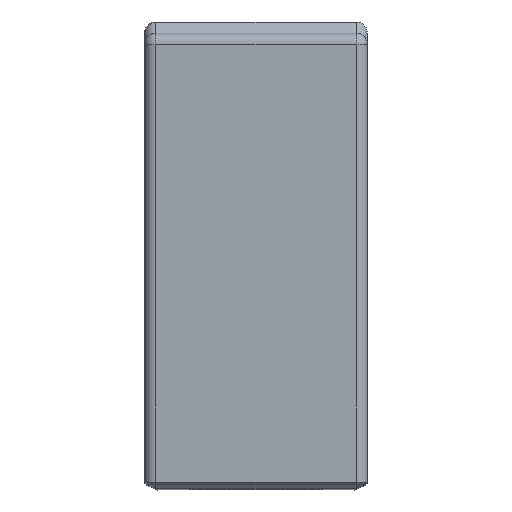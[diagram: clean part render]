
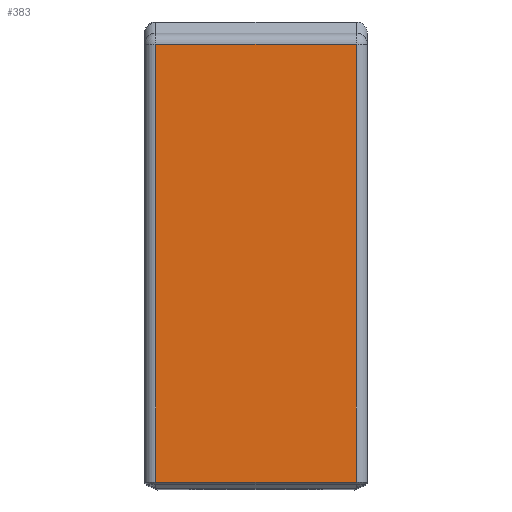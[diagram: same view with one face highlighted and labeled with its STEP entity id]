
A CAD part, top view. The second image highlights one B-rep face of the part: STEP entity #383.
In plain terms, the highlighted planar face has unit normal (0, 0, 1).
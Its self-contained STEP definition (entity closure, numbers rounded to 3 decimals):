
#22 = VERTEX_POINT('',#23);
#23 = CARTESIAN_POINT('',(259.,330.857,435.));
#32 = PLANE('',#33);
#33 = AXIS2_PLACEMENT_3D('',#34,#35,#36);
#34 = CARTESIAN_POINT('',(259.,330.557,434.7));
#35 = DIRECTION('',(0.,-0.707,0.707));
#36 = DIRECTION('',(-1.,0.,0.));
#56 = EDGE_CURVE('',#22,#57,#59,.T.);
#57 = VERTEX_POINT('',#58);
#58 = CARTESIAN_POINT('',(241.,330.857,435.));
#59 = SURFACE_CURVE('',#60,(#64,#71),.PCURVE_S1.);
#60 = LINE('',#61,#62);
#61 = CARTESIAN_POINT('',(259.,330.857,435.));
#62 = VECTOR('',#63,1.);
#63 = DIRECTION('',(-1.,0.,0.));
#64 = PCURVE('',#32,#65);
#65 = DEFINITIONAL_REPRESENTATION('',(#66),#70);
#66 = LINE('',#67,#68);
#67 = CARTESIAN_POINT('',(0.,-0.424));
#68 = VECTOR('',#69,1.);
#69 = DIRECTION('',(1.,0.));
#70 = ( GEOMETRIC_REPRESENTATION_CONTEXT(2) 
PARAMETRIC_REPRESENTATION_CONTEXT() REPRESENTATION_CONTEXT('2D SPACE',''
  ) );
#71 = PCURVE('',#72,#77);
#72 = PLANE('',#73);
#73 = AXIS2_PLACEMENT_3D('',#74,#75,#76);
#74 = CARTESIAN_POINT('',(260.,371.157,435.));
#75 = DIRECTION('',(0.,0.,1.));
#76 = DIRECTION('',(0.,-1.,0.));
#77 = DEFINITIONAL_REPRESENTATION('',(#78),#82);
#78 = LINE('',#79,#80);
#79 = CARTESIAN_POINT('',(40.3,-1.));
#80 = VECTOR('',#81,1.);
#81 = DIRECTION('',(0.,-1.));
#82 = ( GEOMETRIC_REPRESENTATION_CONTEXT(2) 
PARAMETRIC_REPRESENTATION_CONTEXT() REPRESENTATION_CONTEXT('2D SPACE',''
  ) );
#186 = CYLINDRICAL_SURFACE('',#187,1.);
#187 = AXIS2_PLACEMENT_3D('',#188,#189,#190);
#188 = CARTESIAN_POINT('',(259.,371.157,434.));
#189 = DIRECTION('',(0.,-1.,0.));
#190 = DIRECTION('',(0.,0.,1.));
#383 = ADVANCED_FACE('',(#384),#72,.T.);
#384 = FACE_BOUND('',#385,.T.);
#385 = EDGE_LOOP('',(#386,#409,#437,#463));
#386 = ORIENTED_EDGE('',*,*,#387,.F.);
#387 = EDGE_CURVE('',#388,#22,#390,.T.);
#388 = VERTEX_POINT('',#389);
#389 = CARTESIAN_POINT('',(259.,370.157,435.));
#390 = SURFACE_CURVE('',#391,(#395,#402),.PCURVE_S1.);
#391 = LINE('',#392,#393);
#392 = CARTESIAN_POINT('',(259.,371.157,435.));
#393 = VECTOR('',#394,1.);
#394 = DIRECTION('',(0.,-1.,0.));
#395 = PCURVE('',#72,#396);
#396 = DEFINITIONAL_REPRESENTATION('',(#397),#401);
#397 = LINE('',#398,#399);
#398 = CARTESIAN_POINT('',(0.,-1.));
#399 = VECTOR('',#400,1.);
#400 = DIRECTION('',(1.,0.));
#401 = ( GEOMETRIC_REPRESENTATION_CONTEXT(2) 
PARAMETRIC_REPRESENTATION_CONTEXT() REPRESENTATION_CONTEXT('2D SPACE',''
  ) );
#402 = PCURVE('',#186,#403);
#403 = DEFINITIONAL_REPRESENTATION('',(#404),#408);
#404 = LINE('',#405,#406);
#405 = CARTESIAN_POINT('',(-0.,0.));
#406 = VECTOR('',#407,1.);
#407 = DIRECTION('',(-0.,1.));
#408 = ( GEOMETRIC_REPRESENTATION_CONTEXT(2) 
PARAMETRIC_REPRESENTATION_CONTEXT() REPRESENTATION_CONTEXT('2D SPACE',''
  ) );
#409 = ORIENTED_EDGE('',*,*,#410,.T.);
#410 = EDGE_CURVE('',#388,#411,#413,.T.);
#411 = VERTEX_POINT('',#412);
#412 = CARTESIAN_POINT('',(241.,370.157,435.));
#413 = SURFACE_CURVE('',#414,(#418,#425),.PCURVE_S1.);
#414 = LINE('',#415,#416);
#415 = CARTESIAN_POINT('',(260.,370.157,435.));
#416 = VECTOR('',#417,1.);
#417 = DIRECTION('',(-1.,0.,0.));
#418 = PCURVE('',#72,#419);
#419 = DEFINITIONAL_REPRESENTATION('',(#420),#424);
#420 = LINE('',#421,#422);
#421 = CARTESIAN_POINT('',(1.,0.));
#422 = VECTOR('',#423,1.);
#423 = DIRECTION('',(0.,-1.));
#424 = ( GEOMETRIC_REPRESENTATION_CONTEXT(2) 
PARAMETRIC_REPRESENTATION_CONTEXT() REPRESENTATION_CONTEXT('2D SPACE',''
  ) );
#425 = PCURVE('',#426,#431);
#426 = CYLINDRICAL_SURFACE('',#427,1.);
#427 = AXIS2_PLACEMENT_3D('',#428,#429,#430);
#428 = CARTESIAN_POINT('',(260.,370.157,434.));
#429 = DIRECTION('',(-1.,0.,0.));
#430 = DIRECTION('',(0.,0.,1.));
#431 = DEFINITIONAL_REPRESENTATION('',(#432),#436);
#432 = LINE('',#433,#434);
#433 = CARTESIAN_POINT('',(0.,0.));
#434 = VECTOR('',#435,1.);
#435 = DIRECTION('',(0.,1.));
#436 = ( GEOMETRIC_REPRESENTATION_CONTEXT(2) 
PARAMETRIC_REPRESENTATION_CONTEXT() REPRESENTATION_CONTEXT('2D SPACE',''
  ) );
#437 = ORIENTED_EDGE('',*,*,#438,.T.);
#438 = EDGE_CURVE('',#411,#57,#439,.T.);
#439 = SURFACE_CURVE('',#440,(#444,#451),.PCURVE_S1.);
#440 = LINE('',#441,#442);
#441 = CARTESIAN_POINT('',(241.,371.157,435.));
#442 = VECTOR('',#443,1.);
#443 = DIRECTION('',(0.,-1.,0.));
#444 = PCURVE('',#72,#445);
#445 = DEFINITIONAL_REPRESENTATION('',(#446),#450);
#446 = LINE('',#447,#448);
#447 = CARTESIAN_POINT('',(0.,-19.));
#448 = VECTOR('',#449,1.);
#449 = DIRECTION('',(1.,0.));
#450 = ( GEOMETRIC_REPRESENTATION_CONTEXT(2) 
PARAMETRIC_REPRESENTATION_CONTEXT() REPRESENTATION_CONTEXT('2D SPACE',''
  ) );
#451 = PCURVE('',#452,#457);
#452 = CYLINDRICAL_SURFACE('',#453,1.);
#453 = AXIS2_PLACEMENT_3D('',#454,#455,#456);
#454 = CARTESIAN_POINT('',(241.,371.157,434.));
#455 = DIRECTION('',(0.,-1.,0.));
#456 = DIRECTION('',(0.,0.,1.));
#457 = DEFINITIONAL_REPRESENTATION('',(#458),#462);
#458 = LINE('',#459,#460);
#459 = CARTESIAN_POINT('',(0.,0.));
#460 = VECTOR('',#461,1.);
#461 = DIRECTION('',(0.,1.));
#462 = ( GEOMETRIC_REPRESENTATION_CONTEXT(2) 
PARAMETRIC_REPRESENTATION_CONTEXT() REPRESENTATION_CONTEXT('2D SPACE',''
  ) );
#463 = ORIENTED_EDGE('',*,*,#56,.F.);
